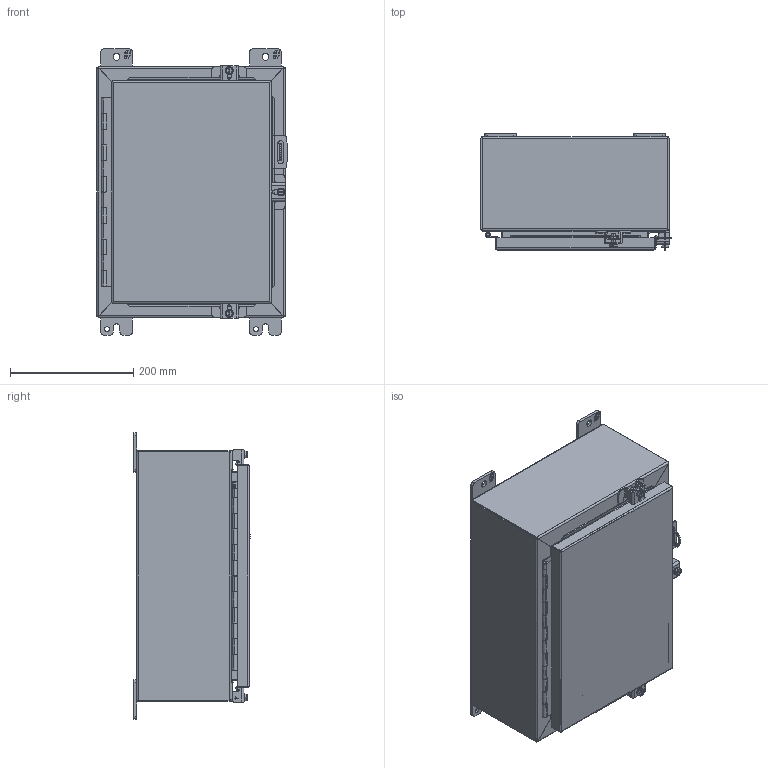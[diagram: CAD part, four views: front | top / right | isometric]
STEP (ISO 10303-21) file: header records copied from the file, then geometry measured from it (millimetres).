
FILE_DESCRIPTION (( 'STEP AP203' ), '1' );
FILE_NAME ('1418N4B6_Default.step', '2019-10-31T22:15:36', ( 'ADC123' ), ( 'Microsoft' ), 'SwSTEP 2.0', 'SolidWorks 2019', '' );
FILE_SCHEMA (( 'CONFIG_CONTROL_DESIGN' ));
Length unit declared in the file: inch
Products named in the file (1): 1418N4B6_Default
Bounding box: 308 x 188.9 x 463.55 mm (x, y, z)
Volume: 1351758.1 mm3; surface area: 1398953.2 mm2
Topology: 35 solids, 36 shells, 1197 faces, 3041 edges, 1946 vertices
Faces by surface type: plane 729, cylinder 386, bspline 64, cone 18
Entity records: 38544 total; most frequent: CARTESIAN_POINT 9539, ORIENTED_EDGE 6074, DIRECTION 5875, EDGE_CURVE 3037, VECTOR 2131, LINE 2131, VERTEX_POINT 1946, AXIS2_PLACEMENT_3D 1872
